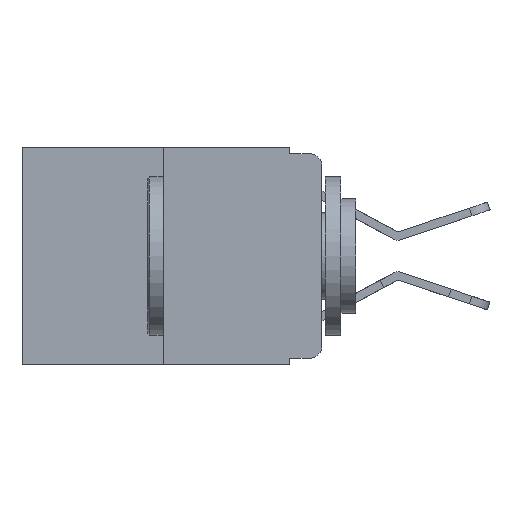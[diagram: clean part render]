
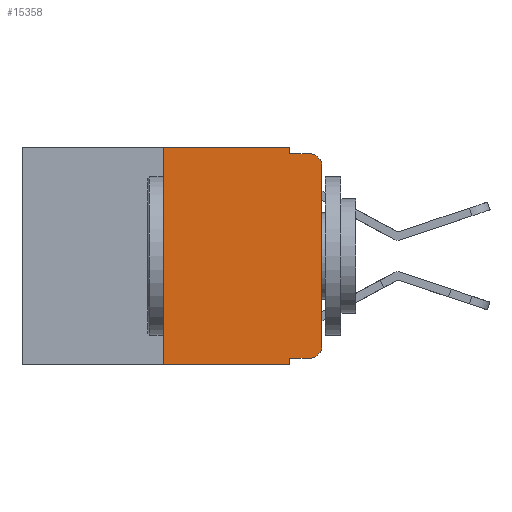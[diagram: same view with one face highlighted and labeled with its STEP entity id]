
A CAD part, left-side view. The second image highlights one B-rep face of the part: STEP entity #15358.
In plain terms, the highlighted planar face has unit normal (-1, 0, 0).
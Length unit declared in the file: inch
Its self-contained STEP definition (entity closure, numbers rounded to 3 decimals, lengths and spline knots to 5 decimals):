
#506 = EDGE_CURVE ( 'NONE', #24422, #21244, #14390, .T. ) ;
#646 = VECTOR ( 'NONE', #5496, 39.37008 ) ;
#1128 = CARTESIAN_POINT ( 'NONE',  ( 0., 0., 0. ) ) ;
#1283 = VERTEX_POINT ( 'NONE', #6456 ) ;
#1935 = CARTESIAN_POINT ( 'NONE',  ( 0., 0., -0.03 ) ) ;
#2356 = EDGE_CURVE ( 'NONE', #14097, #19597, #13636, .T. ) ;
#2423 = DIRECTION ( 'NONE',  ( 0., 0., -1. ) ) ;
#2719 = DIRECTION ( 'NONE',  ( 0., 0., -1. ) ) ;
#2825 = ORIENTED_EDGE ( 'NONE', *, *, #16346, .F. ) ;
#3376 = ORIENTED_EDGE ( 'NONE', *, *, #22524, .T. ) ;
#4029 = EDGE_CURVE ( 'NONE', #21244, #1283, #4511, .T. ) ;
#4379 = ORIENTED_EDGE ( 'NONE', *, *, #2356, .T. ) ;
#4511 = LINE ( 'NONE', #10616, #7514 ) ;
#4748 = AXIS2_PLACEMENT_3D ( 'NONE', #12450, #14339, #18472 ) ;
#5330 = AXIS2_PLACEMENT_3D ( 'NONE', #10822, #25499, #23354 ) ;
#5496 = DIRECTION ( 'NONE',  ( 0., 0., -1. ) ) ;
#6341 = CARTESIAN_POINT ( 'NONE',  ( 0., 0.02, -0.313 ) ) ;
#6456 = CARTESIAN_POINT ( 'NONE',  ( 0., 0.051, 0. ) ) ;
#7145 = CARTESIAN_POINT ( 'NONE',  ( 0., 0., -0.313 ) ) ;
#7514 = VECTOR ( 'NONE', #8585, 39.37008 ) ;
#7583 = FACE_OUTER_BOUND ( 'NONE', #14354, .T. ) ;
#7814 = VECTOR ( 'NONE', #22285, 39.37008 ) ;
#7872 = LINE ( 'NONE', #1128, #23395 ) ;
#8340 = ORIENTED_EDGE ( 'NONE', *, *, #21576, .F. ) ;
#8585 = DIRECTION ( 'NONE',  ( 0., -1., 0. ) ) ;
#8713 = VECTOR ( 'NONE', #17079, 39.37008 ) ;
#9077 = CARTESIAN_POINT ( 'NONE',  ( 0., 0.051, -0.333 ) ) ;
#9356 = ORIENTED_EDGE ( 'NONE', *, *, #19873, .F. ) ;
#9719 = CARTESIAN_POINT ( 'NONE',  ( 0., 0.051, -0.01 ) ) ;
#10513 = DIRECTION ( 'NONE',  ( 0., -1., 0. ) ) ;
#10616 = CARTESIAN_POINT ( 'NONE',  ( 0., 0.473, 0. ) ) ;
#10822 = CARTESIAN_POINT ( 'NONE',  ( 0., 0.473, 0. ) ) ;
#11142 = ORIENTED_EDGE ( 'NONE', *, *, #506, .F. ) ;
#11198 = CARTESIAN_POINT ( 'NONE',  ( 0., 0.02, -0.01 ) ) ;
#11340 = ORIENTED_EDGE ( 'NONE', *, *, #23813, .T. ) ;
#11493 = CARTESIAN_POINT ( 'NONE',  ( 0., 0.051, -0.01 ) ) ;
#11518 = CARTESIAN_POINT ( 'NONE',  ( 0., 0.473, -0.343 ) ) ;
#11748 = AXIS2_PLACEMENT_3D ( 'NONE', #6341, #12967, #2423 ) ;
#11760 = CARTESIAN_POINT ( 'NONE',  ( 0., 0.25, -0.343 ) ) ;
#12450 = CARTESIAN_POINT ( 'NONE',  ( 0., 0.02, -0.03 ) ) ;
#12726 = VECTOR ( 'NONE', #10513, 39.37008 ) ;
#12967 = DIRECTION ( 'NONE',  ( -1., 0., 0. ) ) ;
#13515 = EDGE_CURVE ( 'NONE', #18652, #23053, #22552, .T. ) ;
#13636 = CIRCLE ( 'NONE', #4748, 0.02 ) ;
#14097 = VERTEX_POINT ( 'NONE', #1935 ) ;
#14339 = DIRECTION ( 'NONE',  ( -1., 0., 0. ) ) ;
#14354 = EDGE_LOOP ( 'NONE', ( #3376, #4379, #2825, #9356, #16641, #11142, #11340, #8340, #16048, #25819 ) ) ;
#14390 = LINE ( 'NONE', #16714, #8713 ) ;
#15249 = LINE ( 'NONE', #19972, #18836 ) ;
#15358 = ADVANCED_FACE ( 'NONE', ( #7583 ), #18970, .F. ) ;
#15502 = LINE ( 'NONE', #9719, #7814 ) ;
#16048 = ORIENTED_EDGE ( 'NONE', *, *, #24578, .T. ) ;
#16111 = LINE ( 'NONE', #21062, #12726 ) ;
#16346 = EDGE_CURVE ( 'NONE', #21469, #19597, #15502, .T. ) ;
#16357 = CARTESIAN_POINT ( 'NONE',  ( 0., 0.25, 0. ) ) ;
#16641 = ORIENTED_EDGE ( 'NONE', *, *, #4029, .F. ) ;
#16714 = CARTESIAN_POINT ( 'NONE',  ( 0., 0.25, 0. ) ) ;
#17079 = DIRECTION ( 'NONE',  ( 0., 0., 1. ) ) ;
#17133 = VERTEX_POINT ( 'NONE', #26505 ) ;
#17787 = CARTESIAN_POINT ( 'NONE',  ( 0., 0.02, -0.333 ) ) ;
#18472 = DIRECTION ( 'NONE',  ( 0., 0., -1. ) ) ;
#18652 = VERTEX_POINT ( 'NONE', #17787 ) ;
#18836 = VECTOR ( 'NONE', #2719, 39.37008 ) ;
#18970 = PLANE ( 'NONE',  #5330 ) ;
#19597 = VERTEX_POINT ( 'NONE', #11198 ) ;
#19873 = EDGE_CURVE ( 'NONE', #1283, #21469, #24835, .T. ) ;
#19972 = CARTESIAN_POINT ( 'NONE',  ( 0., 0.051, 0. ) ) ;
#21062 = CARTESIAN_POINT ( 'NONE',  ( 0., 0.051, -0.333 ) ) ;
#21244 = VERTEX_POINT ( 'NONE', #16357 ) ;
#21469 = VERTEX_POINT ( 'NONE', #11493 ) ;
#21576 = EDGE_CURVE ( 'NONE', #25330, #17133, #15249, .T. ) ;
#22285 = DIRECTION ( 'NONE',  ( 0., -1., 0. ) ) ;
#22524 = EDGE_CURVE ( 'NONE', #23053, #14097, #7872, .T. ) ;
#22552 = CIRCLE ( 'NONE', #11748, 0.02 ) ;
#23053 = VERTEX_POINT ( 'NONE', #7145 ) ;
#23354 = DIRECTION ( 'NONE',  ( 0., 0., -1. ) ) ;
#23395 = VECTOR ( 'NONE', #24383, 39.37008 ) ;
#23813 = EDGE_CURVE ( 'NONE', #24422, #17133, #24647, .T. ) ;
#24312 = VECTOR ( 'NONE', #24762, 39.37008 ) ;
#24383 = DIRECTION ( 'NONE',  ( 0., 0., 1. ) ) ;
#24422 = VERTEX_POINT ( 'NONE', #11760 ) ;
#24578 = EDGE_CURVE ( 'NONE', #25330, #18652, #16111, .T. ) ;
#24647 = LINE ( 'NONE', #11518, #24312 ) ;
#24762 = DIRECTION ( 'NONE',  ( 0., -1., 0. ) ) ;
#24835 = LINE ( 'NONE', #26518, #646 ) ;
#25330 = VERTEX_POINT ( 'NONE', #9077 ) ;
#25499 = DIRECTION ( 'NONE',  ( 1., 0., 0. ) ) ;
#25819 = ORIENTED_EDGE ( 'NONE', *, *, #13515, .T. ) ;
#26505 = CARTESIAN_POINT ( 'NONE',  ( 0., 0.051, -0.343 ) ) ;
#26518 = CARTESIAN_POINT ( 'NONE',  ( 0., 0.051, 0. ) ) ;
